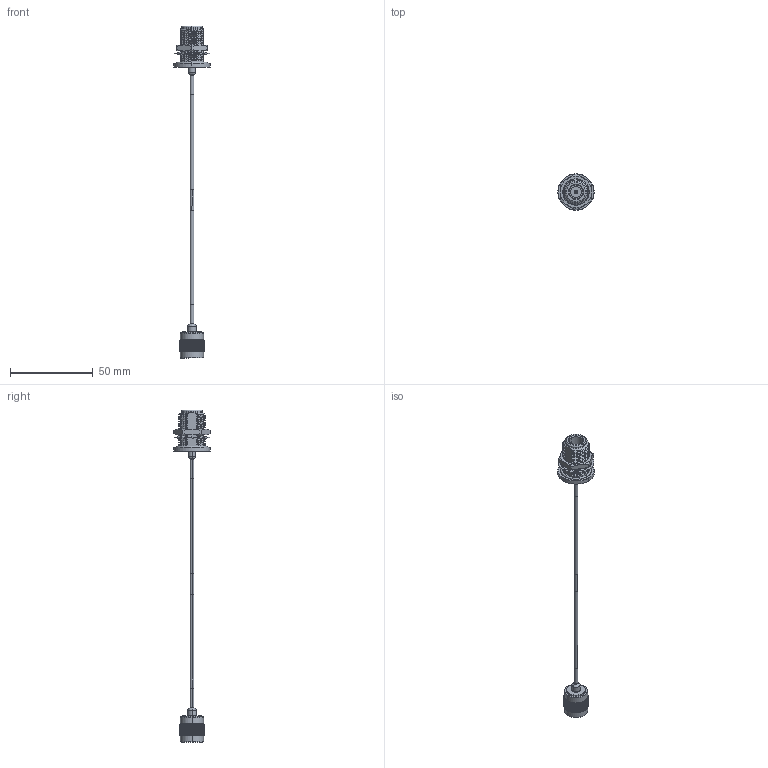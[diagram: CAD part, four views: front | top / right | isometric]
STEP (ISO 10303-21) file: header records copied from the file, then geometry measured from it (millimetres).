
FILE_DESCRIPTION (( 'STEP AP214' ), '1' );
FILE_NAME ('LCCA30588.step', '2020-06-23T21:56:26', ( '' ), ( '' ), 'SwSTEP 2.0', 'SolidWorks 2018', '' );
FILE_SCHEMA (( 'AUTOMOTIVE_DESIGN' ));
Length unit declared in the file: inch
Products named in the file (7): LC085TB (085 FORMABLE); LCCN3044_HS; LCCA30588; LCCN3058; 1AW01-002_.08 ID; LCCN3056; LCCN3044_HS-2
Assembly tree (6 placements, depth 2):
  LCCA30588
    LC085TB (085 FORMABLE)
    1AW01-002_.08 ID
    LCCN3044_HS-2
    LCCN3056
    LCCN3058
    LCCN3044_HS
Bounding box: 22 x 22 x 200.91 mm (x, y, z)
Volume: 7235.1 mm3; surface area: 7817 mm2
Topology: 9 solids, 9 shells, 2529 faces, 5650 edges, 3152 vertices
Faces by surface type: bspline 1843, cylinder 535, plane 86, cone 51, torus 14
Entity records: 175441 total; most frequent: CARTESIAN_POINT 138933, ORIENTED_EDGE 11300, EDGE_CURVE 5650, VERTEX_POINT 3152, DIRECTION 2588, EDGE_LOOP 2550, FACE_OUTER_BOUND 2529, ADVANCED_FACE 2529
